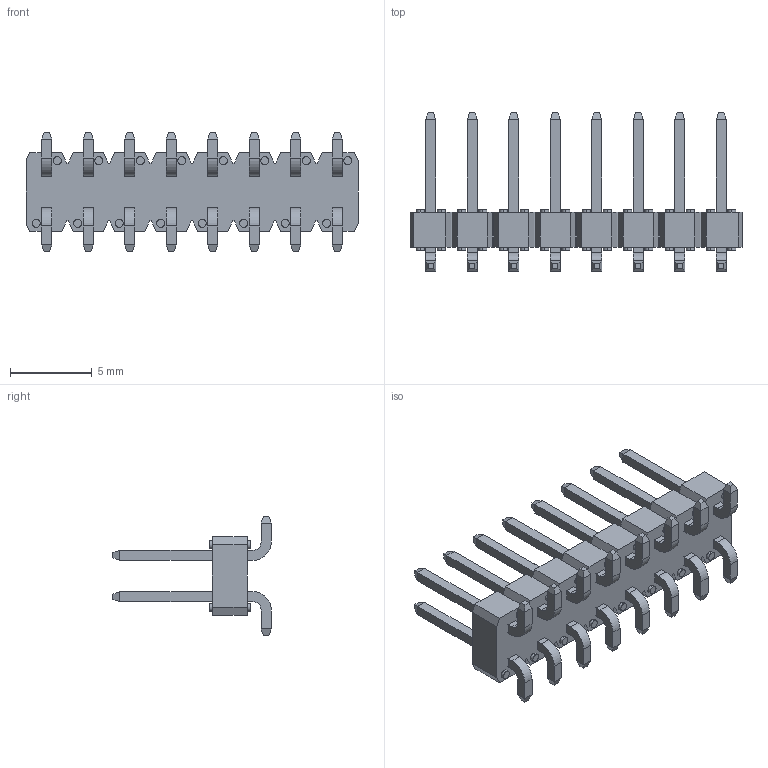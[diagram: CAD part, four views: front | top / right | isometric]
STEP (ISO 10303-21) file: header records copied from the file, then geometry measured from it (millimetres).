
FILE_DESCRIPTION (( 'STEP AP214' ), '1' );
FILE_NAME ('95278-801-16LF.STEP', '2023-05-26T04:40:48', ( '' ), ( '' ), 'SwSTEP 2.0', 'SolidWorks 2021', '' );
FILE_SCHEMA (( 'AUTOMOTIVE_DESIGN' ));
Length unit declared in the file: millimetre
Products named in the file (3): 95278-801-16LF; 95278 body-goldtin_16; pin^95278-additional-goldtin
Assembly tree (9 placements, depth 2):
  95278-801-16LF
    95278 body-goldtin_16
    pin^95278-additional-goldtin  x8
Bounding box: 20.32 x 9.7 x 7.3 mm (x, y, z)
Volume: 258.1 mm3; surface area: 864.7 mm2
Topology: 33 solids, 33 shells, 610 faces, 1408 edges, 896 vertices
Faces by surface type: plane 514, cylinder 96
Entity records: 8329 total; most frequent: CARTESIAN_POINT 1414, DIRECTION 1388, ORIENTED_EDGE 1360, EDGE_CURVE 680, LINE 544, VECTOR 544, VERTEX_POINT 448, AXIS2_PLACEMENT_3D 422
